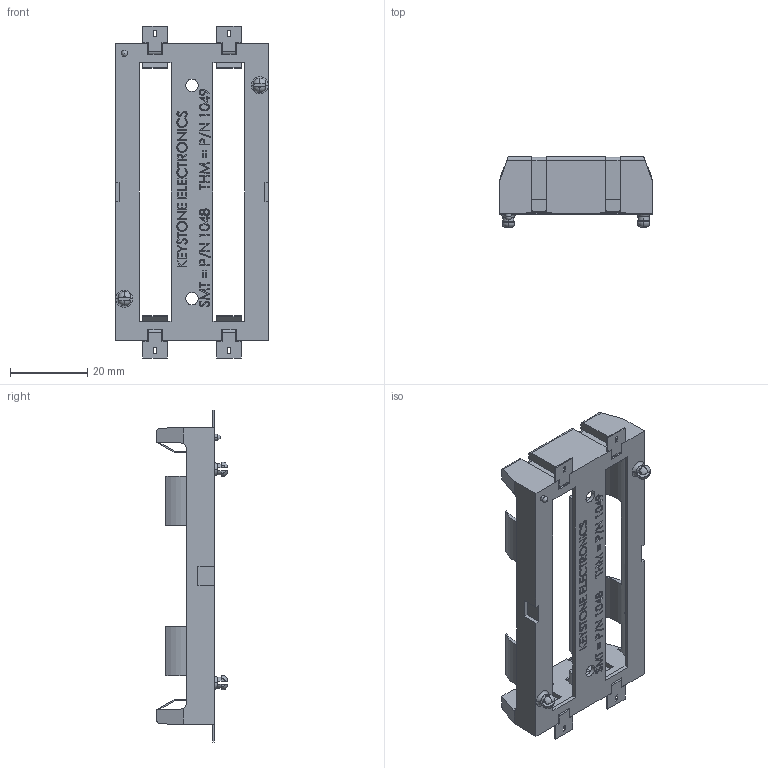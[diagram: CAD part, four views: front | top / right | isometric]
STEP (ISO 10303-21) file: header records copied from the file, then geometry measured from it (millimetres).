
FILE_DESCRIPTION (( 'STEP AP214' ), '1' );
FILE_NAME ('1048.STEP', '2013-03-27T16:09:46', ( 'Richard Maletta' ), ( '' ), 'SwSTEP 2.0', 'SolidWorks 2009', '' );
FILE_SCHEMA (( 'AUTOMOTIVE_DESIGN' ));
Length unit declared in the file: millimetre
Products named in the file (1): 1048
Bounding box: 39.78 x 18.34 x 85.95 mm (x, y, z)
Surface area: 10598.4 mm2 (no closed solid volume)
Topology: 0 solids, 7 shells, 794 faces, 2457 edges, 1643 vertices
Faces by surface type: plane 580, bspline 137, cylinder 64, torus 12, sphere 1
Entity records: 43682 total; most frequent: CARTESIAN_POINT 14201, ORIENTED_EDGE 4392, DIRECTION 3649, EDGE_CURVE 2455, VECTOR 1953, LINE 1953, VERTEX_POINT 1642, EDGE_LOOP 870
